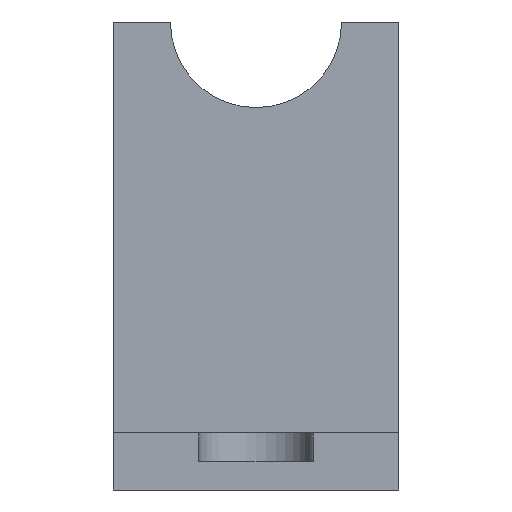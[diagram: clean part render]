
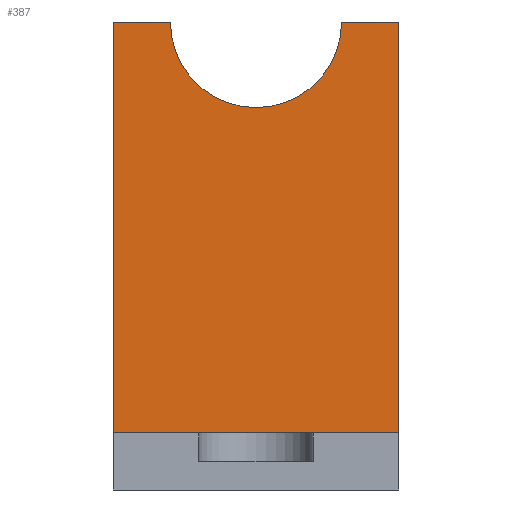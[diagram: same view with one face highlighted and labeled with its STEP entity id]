
A CAD part, left-side view. The second image highlights one B-rep face of the part: STEP entity #387.
In plain terms, the highlighted planar face has unit normal (-1, 0, 0).
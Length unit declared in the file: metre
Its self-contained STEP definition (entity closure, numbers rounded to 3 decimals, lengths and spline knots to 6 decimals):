
#22=CIRCLE('',#427,0.015);
#69=ORIENTED_EDGE('',*,*,#172,.F.);
#70=ORIENTED_EDGE('',*,*,#167,.T.);
#71=ORIENTED_EDGE('',*,*,#173,.F.);
#72=ORIENTED_EDGE('',*,*,#174,.F.);
#73=ORIENTED_EDGE('',*,*,#175,.T.);
#74=ORIENTED_EDGE('',*,*,#147,.T.);
#147=EDGE_CURVE('',#202,#201,#235,.T.);
#167=EDGE_CURVE('',#215,#216,#252,.T.);
#172=EDGE_CURVE('',#215,#201,#22,.T.);
#173=EDGE_CURVE('',#219,#216,#257,.T.);
#174=EDGE_CURVE('',#220,#219,#258,.T.);
#175=EDGE_CURVE('',#220,#202,#259,.T.);
#201=VERTEX_POINT('',#585);
#202=VERTEX_POINT('',#587);
#215=VERTEX_POINT('',#626);
#216=VERTEX_POINT('',#627);
#219=VERTEX_POINT('',#637);
#220=VERTEX_POINT('',#639);
#235=LINE('',#586,#277);
#252=LINE('',#625,#294);
#257=LINE('',#636,#299);
#258=LINE('',#638,#300);
#259=LINE('',#640,#301);
#277=VECTOR('',#465,1.);
#294=VECTOR('',#500,1.);
#299=VECTOR('',#509,1.);
#300=VECTOR('',#510,1.);
#301=VECTOR('',#511,1.);
#319=EDGE_LOOP('',(#69,#70,#71,#72,#73,#74));
#345=FACE_BOUND('',#319,.T.);
#370=PLANE('',#426);
#387=ADVANCED_FACE('',(#345),#370,.T.);
#426=AXIS2_PLACEMENT_3D('',#634,#505,#506);
#427=AXIS2_PLACEMENT_3D('',#635,#507,#508);
#465=DIRECTION('',(0.,1.,0.));
#500=DIRECTION('',(0.,1.,0.));
#505=DIRECTION('',(-1.,0.,0.));
#506=DIRECTION('',(0.,0.,1.));
#507=DIRECTION('',(-1.,0.,0.));
#508=DIRECTION('',(0.,0.,1.));
#509=DIRECTION('',(0.,0.,1.));
#510=DIRECTION('',(0.,1.,0.));
#511=DIRECTION('',(0.,0.,1.));
#585=CARTESIAN_POINT('',(0.07,-0.015,0.082));
#586=CARTESIAN_POINT('',(0.07,-0.025,0.082));
#587=CARTESIAN_POINT('',(0.07,-0.025,0.082));
#625=CARTESIAN_POINT('',(0.07,-0.025,0.082));
#626=CARTESIAN_POINT('',(0.07,0.015,0.082));
#627=CARTESIAN_POINT('',(0.07,0.025,0.082));
#634=CARTESIAN_POINT('',(0.07,-0.025,0.046));
#635=CARTESIAN_POINT('',(0.07,0.,0.082));
#636=CARTESIAN_POINT('',(0.07,0.025,0.046));
#637=CARTESIAN_POINT('',(0.07,0.025,0.01));
#638=CARTESIAN_POINT('',(0.07,-0.025,0.01));
#639=CARTESIAN_POINT('',(0.07,-0.025,0.01));
#640=CARTESIAN_POINT('',(0.07,-0.025,0.046));
